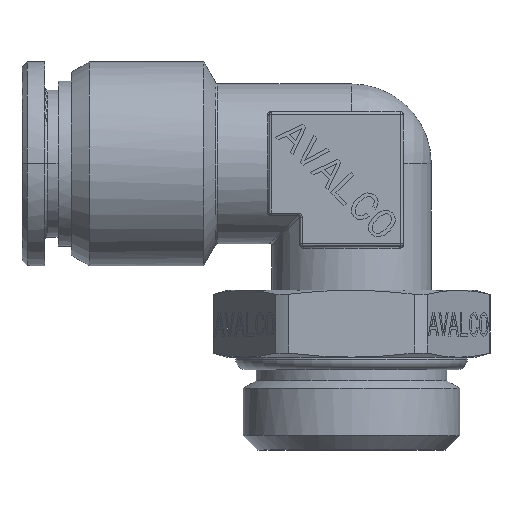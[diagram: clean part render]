
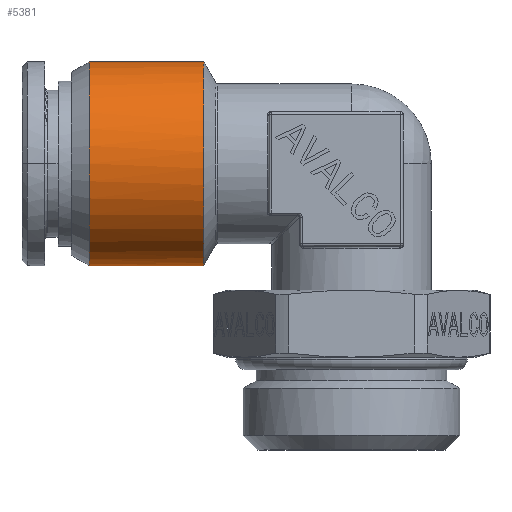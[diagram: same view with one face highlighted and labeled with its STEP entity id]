
A CAD part, top view. The second image highlights one B-rep face of the part: STEP entity #5381.
In plain terms, the highlighted cylindrical face has radius 9.9 mm (diameter 19.8 mm), a partial arc.
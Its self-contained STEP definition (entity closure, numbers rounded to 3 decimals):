
#4835=CARTESIAN_POINT('Vertex',(-25.461,9.9,0.)) ;
#4837=CARTESIAN_POINT('Vertex',(-25.461,-9.9,0.)) ;
#4940=CARTESIAN_POINT('Axis2P3D Location',(-25.461,0.,0.)) ;
#5064=CARTESIAN_POINT('Line Origine',(-27.842,-9.9,0.)) ;
#5068=CARTESIAN_POINT('Vertex',(-14.365,-9.9,0.)) ;
#5071=CARTESIAN_POINT('Line Origine',(-27.842,9.9,0.)) ;
#5075=CARTESIAN_POINT('Vertex',(-14.365,9.9,0.)) ;
#5353=CARTESIAN_POINT('Axis2P3D Location',(-27.842,0.,0.)) ;
#5359=CARTESIAN_POINT('Control Point',(-14.365,9.9,0.)) ;
#5360=CARTESIAN_POINT('Control Point',(-14.365,9.9,1.555)) ;
#5361=CARTESIAN_POINT('Control Point',(-14.365,9.595,3.11)) ;
#5362=CARTESIAN_POINT('Control Point',(-14.365,8.984,4.585)) ;
#5363=CARTESIAN_POINT('Control Point',(-14.365,7.216,7.216)) ;
#5364=CARTESIAN_POINT('Control Point',(-14.365,4.585,8.984)) ;
#5365=CARTESIAN_POINT('Control Point',(-14.365,3.11,9.595)) ;
#5366=CARTESIAN_POINT('Control Point',(-14.365,0.,10.205)) ;
#5367=CARTESIAN_POINT('Control Point',(-14.365,-3.11,9.595)) ;
#5368=CARTESIAN_POINT('Control Point',(-14.365,-4.585,8.984)) ;
#5369=CARTESIAN_POINT('Control Point',(-14.365,-7.216,7.216)) ;
#5370=CARTESIAN_POINT('Control Point',(-14.365,-8.984,4.585)) ;
#5371=CARTESIAN_POINT('Control Point',(-14.365,-9.595,3.11)) ;
#5372=CARTESIAN_POINT('Control Point',(-14.365,-9.9,1.555)) ;
#5373=CARTESIAN_POINT('Control Point',(-14.365,-9.9,0.)) ;
#4941=DIRECTION('Axis2P3D Direction',(1.,0.,0.)) ;
#5065=DIRECTION('Vector Direction',(1.,0.,0.)) ;
#5072=DIRECTION('Vector Direction',(1.,0.,0.)) ;
#5354=DIRECTION('Axis2P3D Direction',(1.,0.,0.)) ;
#5355=DIRECTION('Axis2P3D XDirection',(0.,1.,0.)) ;
#4942=AXIS2_PLACEMENT_3D('Circle Axis2P3D',#4940,#4941,$) ;
#5356=AXIS2_PLACEMENT_3D('Cylinder Axis2P3D',#5353,#5354,#5355) ;
#5376=ORIENTED_EDGE('',*,*,#5077,.F.) ;
#5377=ORIENTED_EDGE('',*,*,#4944,.T.) ;
#5378=ORIENTED_EDGE('',*,*,#5070,.T.) ;
#5379=ORIENTED_EDGE('',*,*,#5374,.F.) ;
#5066=VECTOR('Line Direction',#5065,1.) ;
#5073=VECTOR('Line Direction',#5072,1.) ;
#5381=ADVANCED_FACE('PR507B-12G12',(#5380),#5357,.T.) ;
#5358=B_SPLINE_CURVE_WITH_KNOTS('',5,(#5359,#5360,#5361,#5362,#5363,#5364,#5365,#5366,#5367,#5368,#5369,#5370,#5371,#5372,#5373),.UNSPECIFIED.,.F.,.U.,(6,3,3,3,6),(-15.551,-7.775,0.,7.775,15.551),.UNSPECIFIED.) ;
#4943=CIRCLE('generated circle',#4942,9.9) ;
#5357=CYLINDRICAL_SURFACE('generated cylinder',#5356,9.9) ;
#4944=EDGE_CURVE('',#4836,#4838,#4943,.T.) ;
#5070=EDGE_CURVE('',#4838,#5069,#5067,.T.) ;
#5077=EDGE_CURVE('',#4836,#5076,#5074,.T.) ;
#5374=EDGE_CURVE('',#5076,#5069,#5358,.T.) ;
#5375=EDGE_LOOP('',(#5376,#5377,#5378,#5379)) ;
#5380=FACE_OUTER_BOUND('',#5375,.T.) ;
#5067=LINE('Line',#5064,#5066) ;
#5074=LINE('Line',#5071,#5073) ;
#4836=VERTEX_POINT('',#4835) ;
#4838=VERTEX_POINT('',#4837) ;
#5069=VERTEX_POINT('',#5068) ;
#5076=VERTEX_POINT('',#5075) ;
